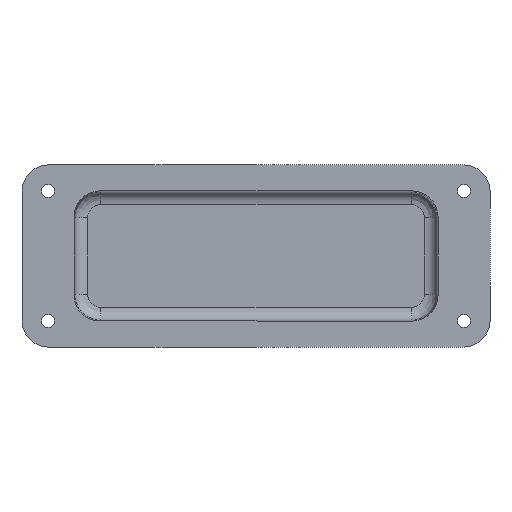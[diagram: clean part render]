
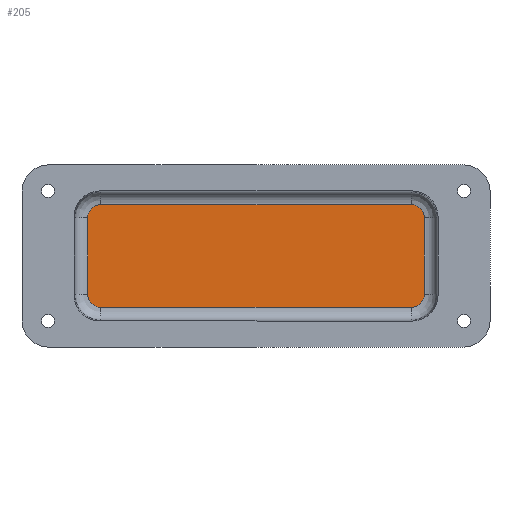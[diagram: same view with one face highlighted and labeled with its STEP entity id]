
A CAD part, front view. The second image highlights one B-rep face of the part: STEP entity #205.
In plain terms, the highlighted planar face has unit normal (0, -1, 0).
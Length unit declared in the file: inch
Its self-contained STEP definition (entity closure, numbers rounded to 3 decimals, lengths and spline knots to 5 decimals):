
#28 = CARTESIAN_POINT ( 'NONE',  ( -1.61828, 0.25, -0.36845 ) ) ;
#60 = ORIENTED_EDGE ( 'NONE', *, *, #1432, .T. ) ;
#63 = DIRECTION ( 'NONE',  ( 0., 0., -1. ) ) ;
#202 = CARTESIAN_POINT ( 'NONE',  ( -1.61828, 0.25, -0.44161 ) ) ;
#205 = ADVANCED_FACE ( 'NONE', ( #4303 ), #2398, .T. ) ;
#259 = VECTOR ( 'NONE', #2348, 39.37008 ) ;
#271 = CARTESIAN_POINT ( 'NONE',  ( -1.61828, 0.25, 0.36845 ) ) ;
#274 = CARTESIAN_POINT ( 'NONE',  ( 1.61828, 0.25, -0.36845 ) ) ;
#296 = CARTESIAN_POINT ( 'NONE',  ( 1.61828, 0.25, 0.625 ) ) ;
#332 = CARTESIAN_POINT ( 'NONE',  ( -1.49345, 0.25, -0.49328 ) ) ;
#351 = CARTESIAN_POINT ( 'NONE',  ( -1.61828, 0.25, 0.625 ) ) ;
#429 = VECTOR ( 'NONE', #1555, 39.37008 ) ;
#511 =( BOUNDED_CURVE ( )  B_SPLINE_CURVE ( 3, ( #2206, #202, #3213, #1233 ),
 .UNSPECIFIED., .F., .F. ) 
 B_SPLINE_CURVE_WITH_KNOTS ( ( 4, 4 ),
 ( 2.35756, 3.92562 ),
 .UNSPECIFIED. ) 
 CURVE ( )  GEOMETRIC_REPRESENTATION_ITEM ( )  RATIONAL_B_SPLINE_CURVE ( ( 1., 0.805, 0.805, 1. ) ) 
 REPRESENTATION_ITEM ( '' )  );
#662 = CARTESIAN_POINT ( 'NONE',  ( 1.49345, 0.25, 0.49328 ) ) ;
#764 = VERTEX_POINT ( 'NONE', #2347 ) ;
#868 = EDGE_CURVE ( 'NONE', #1144, #3377, #2719, .T. ) ;
#952 = VECTOR ( 'NONE', #1165, 39.37008 ) ;
#961 =( BOUNDED_CURVE ( )  B_SPLINE_CURVE ( 3, ( #4187, #1232, #3865, #1890 ),
 .UNSPECIFIED., .F., .F. ) 
 B_SPLINE_CURVE_WITH_KNOTS ( ( 4, 4 ),
 ( 2.35756, 3.92562 ),
 .UNSPECIFIED. ) 
 CURVE ( )  GEOMETRIC_REPRESENTATION_ITEM ( )  RATIONAL_B_SPLINE_CURVE ( ( 1., 0.805, 0.805, 1. ) ) 
 REPRESENTATION_ITEM ( '' )  );
#1113 = VERTEX_POINT ( 'NONE', #2327 ) ;
#1144 = VERTEX_POINT ( 'NONE', #332 ) ;
#1163 = EDGE_CURVE ( 'NONE', #764, #4310, #2621, .T. ) ;
#1165 = DIRECTION ( 'NONE',  ( 1., 0., 0. ) ) ;
#1232 = CARTESIAN_POINT ( 'NONE',  ( 1.56661, 0.25, -0.49328 ) ) ;
#1233 = CARTESIAN_POINT ( 'NONE',  ( -1.49345, 0.25, -0.49328 ) ) ;
#1251 = VERTEX_POINT ( 'NONE', #274 ) ;
#1288 = CARTESIAN_POINT ( 'NONE',  ( -1.49345, 0.25, 0.49328 ) ) ;
#1389 = EDGE_LOOP ( 'NONE', ( #2125, #2470, #60, #3272, #3052, #2859, #3066, #1845 ) ) ;
#1432 = EDGE_CURVE ( 'NONE', #1593, #1113, #2236, .T. ) ;
#1445 = EDGE_CURVE ( 'NONE', #1251, #1593, #3646, .T. ) ;
#1555 = DIRECTION ( 'NONE',  ( -1., 0., 0. ) ) ;
#1593 = VERTEX_POINT ( 'NONE', #2376 ) ;
#1739 = DIRECTION ( 'NONE',  ( 0., -1., 0. ) ) ;
#1845 = ORIENTED_EDGE ( 'NONE', *, *, #868, .T. ) ;
#1890 = CARTESIAN_POINT ( 'NONE',  ( 1.61828, 0.25, -0.36845 ) ) ;
#2125 = ORIENTED_EDGE ( 'NONE', *, *, #4202, .T. ) ;
#2195 = LINE ( 'NONE', #3847, #429 ) ;
#2206 = CARTESIAN_POINT ( 'NONE',  ( -1.61828, 0.25, -0.36845 ) ) ;
#2236 =( BOUNDED_CURVE ( )  B_SPLINE_CURVE ( 3, ( #4292, #2301, #2638, #662 ),
 .UNSPECIFIED., .F., .F. ) 
 B_SPLINE_CURVE_WITH_KNOTS ( ( 4, 4 ),
 ( 2.35756, 3.92562 ),
 .UNSPECIFIED. ) 
 CURVE ( )  GEOMETRIC_REPRESENTATION_ITEM ( )  RATIONAL_B_SPLINE_CURVE ( ( 1., 0.805, 0.805, 1. ) ) 
 REPRESENTATION_ITEM ( '' )  );
#2260 = VECTOR ( 'NONE', #3977, 39.37008 ) ;
#2275 = CARTESIAN_POINT ( 'NONE',  ( -1.61828, 0.25, 0.44161 ) ) ;
#2301 = CARTESIAN_POINT ( 'NONE',  ( 1.61828, 0.25, 0.44161 ) ) ;
#2327 = CARTESIAN_POINT ( 'NONE',  ( 1.49345, 0.25, 0.49328 ) ) ;
#2347 = CARTESIAN_POINT ( 'NONE',  ( -1.61828, 0.25, 0.36845 ) ) ;
#2348 = DIRECTION ( 'NONE',  ( 0., 0., -1. ) ) ;
#2376 = CARTESIAN_POINT ( 'NONE',  ( 1.61828, 0.25, 0.36845 ) ) ;
#2398 = PLANE ( 'NONE',  #3951 ) ;
#2468 = CARTESIAN_POINT ( 'NONE',  ( 1.48724, 0.25, -0.49328 ) ) ;
#2470 = ORIENTED_EDGE ( 'NONE', *, *, #1445, .T. ) ;
#2621 = LINE ( 'NONE', #351, #259 ) ;
#2638 = CARTESIAN_POINT ( 'NONE',  ( 1.56661, 0.25, 0.49328 ) ) ;
#2719 = LINE ( 'NONE', #2468, #952 ) ;
#2782 =( BOUNDED_CURVE ( )  B_SPLINE_CURVE ( 3, ( #1288, #3267, #2275, #271 ),
 .UNSPECIFIED., .F., .F. ) 
 B_SPLINE_CURVE_WITH_KNOTS ( ( 4, 4 ),
 ( 2.35756, 3.92562 ),
 .UNSPECIFIED. ) 
 CURVE ( )  GEOMETRIC_REPRESENTATION_ITEM ( )  RATIONAL_B_SPLINE_CURVE ( ( 1., 0.805, 0.805, 1. ) ) 
 REPRESENTATION_ITEM ( '' )  );
#2859 = ORIENTED_EDGE ( 'NONE', *, *, #1163, .T. ) ;
#2928 = CARTESIAN_POINT ( 'NONE',  ( -1.49345, 0.25, 0.49328 ) ) ;
#3028 = EDGE_CURVE ( 'NONE', #3260, #764, #2782, .T. ) ;
#3052 = ORIENTED_EDGE ( 'NONE', *, *, #3028, .T. ) ;
#3066 = ORIENTED_EDGE ( 'NONE', *, *, #3820, .T. ) ;
#3213 = CARTESIAN_POINT ( 'NONE',  ( -1.56661, 0.25, -0.49328 ) ) ;
#3260 = VERTEX_POINT ( 'NONE', #2928 ) ;
#3267 = CARTESIAN_POINT ( 'NONE',  ( -1.56661, 0.25, 0.49328 ) ) ;
#3272 = ORIENTED_EDGE ( 'NONE', *, *, #3848, .T. ) ;
#3372 = CARTESIAN_POINT ( 'NONE',  ( 1.49345, 0.25, -0.49328 ) ) ;
#3377 = VERTEX_POINT ( 'NONE', #3372 ) ;
#3646 = LINE ( 'NONE', #296, #2260 ) ;
#3728 = CARTESIAN_POINT ( 'NONE',  ( -1.75, 0.25, 0.625 ) ) ;
#3820 = EDGE_CURVE ( 'NONE', #4310, #1144, #511, .T. ) ;
#3847 = CARTESIAN_POINT ( 'NONE',  ( -1.48724, 0.25, 0.49328 ) ) ;
#3848 = EDGE_CURVE ( 'NONE', #1113, #3260, #2195, .T. ) ;
#3865 = CARTESIAN_POINT ( 'NONE',  ( 1.61828, 0.25, -0.44161 ) ) ;
#3951 = AXIS2_PLACEMENT_3D ( 'NONE', #3728, #1739, #63 ) ;
#3977 = DIRECTION ( 'NONE',  ( 0., 0., 1. ) ) ;
#4187 = CARTESIAN_POINT ( 'NONE',  ( 1.49345, 0.25, -0.49328 ) ) ;
#4202 = EDGE_CURVE ( 'NONE', #3377, #1251, #961, .T. ) ;
#4292 = CARTESIAN_POINT ( 'NONE',  ( 1.61828, 0.25, 0.36845 ) ) ;
#4303 = FACE_OUTER_BOUND ( 'NONE', #1389, .T. ) ;
#4310 = VERTEX_POINT ( 'NONE', #28 ) ;
